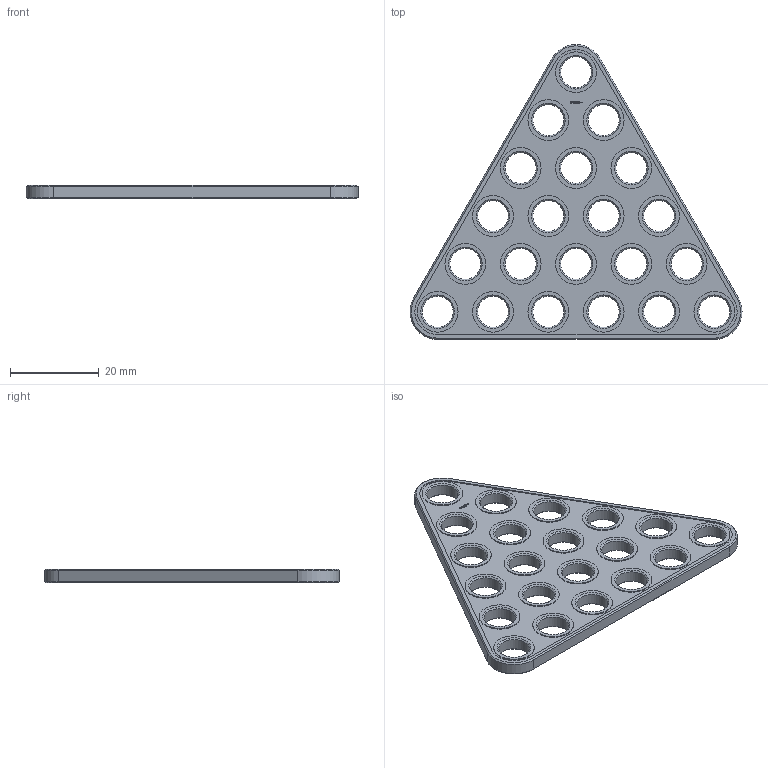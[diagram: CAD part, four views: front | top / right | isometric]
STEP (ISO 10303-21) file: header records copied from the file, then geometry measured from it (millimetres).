
FILE_DESCRIPTION(('FreeCAD Model'),'2;1');
FILE_NAME('Open CASCADE Shape Model','2024-01-31T12:55:12',(''),(''), 'Open CASCADE STEP processor 7.6','FreeCAD','Unknown');
FILE_SCHEMA(('AUTOMOTIVE_DESIGN { 1 0 10303 214 1 1 1 1 }'));
Length unit declared in the file: millimetre
Products named in the file (1): Plate TRI CRNR BU06x00.25 - SPN-PLT-0017 (stemfie.org)
Bounding box: 75 x 66.63 x 3.12 mm (x, y, z)
Volume: 6473.9 mm3; surface area: 6436.6 mm2
Topology: 1 solids, 1 shells, 552 faces, 1437 edges, 940 vertices
Faces by surface type: plane 342, extrusion 114, cylinder 48, cone 48
Full cylindrical faces by diameter (mm): 7 x21, 9.2 x21
Entity records: 36501 total; most frequent: CARTESIAN_POINT 8171, DIRECTION 4835, VECTOR 3615, LINE 3501, ORIENTED_EDGE 2874, PCURVE 2874, DEFINITIONAL_REPRESENTATION 2874, EDGE_CURVE 1437
